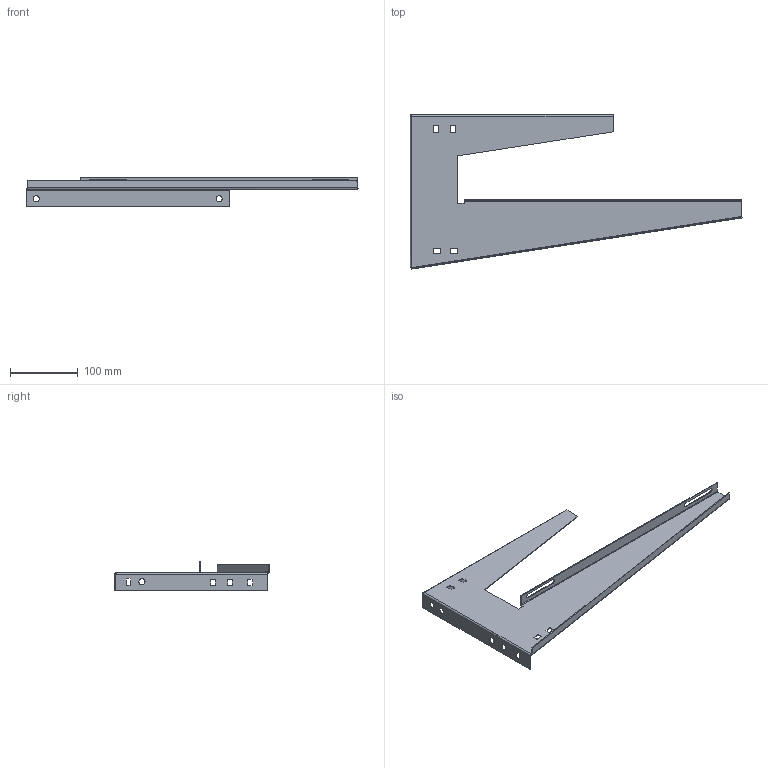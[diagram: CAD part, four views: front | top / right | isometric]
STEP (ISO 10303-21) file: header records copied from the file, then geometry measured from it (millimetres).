
FILE_DESCRIPTION (( 'STEP AP214' ), '1' );
FILE_NAME ('6363730.stp', '2021-01-08T13:59:53', ( '' ), ( '' ), 'SwSTEP 2.0', 'SolidWorks 2020', '' );
FILE_SCHEMA (( 'AUTOMOTIVE_DESIGN' ));
Length unit declared in the file: millimetre
Products named in the file (1): 6363730
Bounding box: 490.06 x 227.73 x 43.78 mm (x, y, z)
Volume: 92628.3 mm3; surface area: 151396.2 mm2
Topology: 1 solids, 1 shells, 122 faces, 328 edges, 208 vertices
Faces by surface type: plane 68, cylinder 50, bspline 4
Entity records: 5021 total; most frequent: CARTESIAN_POINT 836, ORIENTED_EDGE 656, DIRECTION 643, EDGE_CURVE 328, VECTOR 221, LINE 221, AXIS2_PLACEMENT_3D 211, VERTEX_POINT 208
